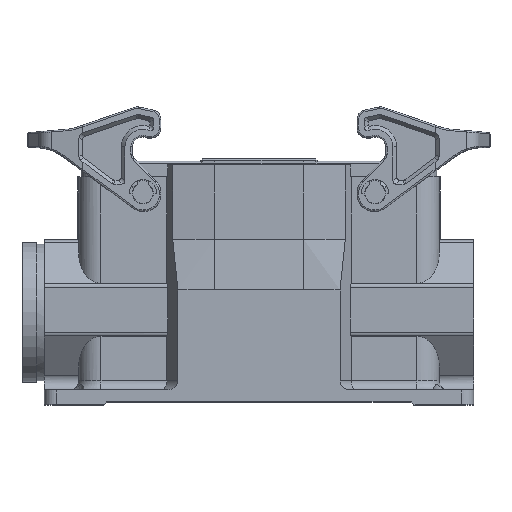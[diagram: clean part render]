
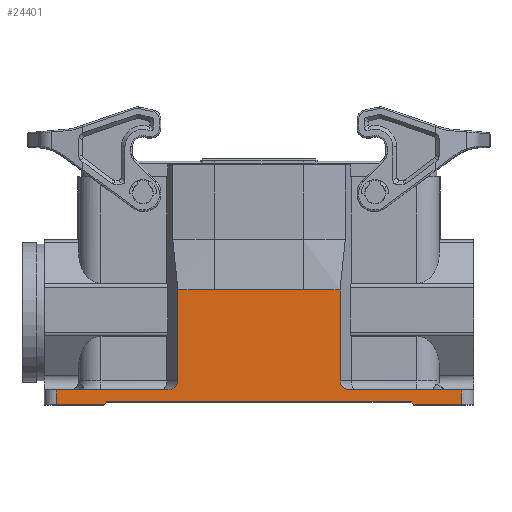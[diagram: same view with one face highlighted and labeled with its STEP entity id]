
A CAD part, top view. The second image highlights one B-rep face of the part: STEP entity #24401.
In plain terms, the highlighted planar face has unit normal (0, 0, 1).
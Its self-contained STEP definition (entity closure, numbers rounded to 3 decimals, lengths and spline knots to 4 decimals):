
#229=DIRECTION('',(-1.,0.,0.));
#230=VECTOR('',#229,0.6299);
#231=CARTESIAN_POINT('',(2.687,-2.7598,1.122));
#232=LINE('',#231,#230);
#673=DIRECTION('',(-1.,0.,0.));
#674=VECTOR('',#673,0.6299);
#675=CARTESIAN_POINT('',(-2.0374,-2.7598,1.122));
#676=LINE('',#675,#674);
#804=DIRECTION('',(1.,0.,0.));
#805=VECTOR('',#804,4.0157);
#806=CARTESIAN_POINT('',(-1.998,-2.7205,1.122));
#807=LINE('',#806,#805);
#808=DIRECTION('',(0.707,0.707,0.));
#809=VECTOR('',#808,0.0557);
#810=CARTESIAN_POINT('',(-2.0374,-2.7598,1.122));
#811=LINE('',#810,#809);
#812=DIRECTION('',(-1.,0.,0.));
#813=VECTOR('',#812,1.47);
#814=CARTESIAN_POINT('',(-1.1973,-2.563,1.122));
#815=LINE('',#814,#813);
#816=DIRECTION('',(0.,-1.,0.));
#817=VECTOR('',#816,1.2008);
#818=CARTESIAN_POINT('',(-1.0609,-1.2441,1.122));
#819=LINE('',#818,#817);
#820=DIRECTION('',(-1.,0.,0.));
#821=VECTOR('',#820,1.47);
#822=CARTESIAN_POINT('',(2.687,-2.563,1.122));
#823=LINE('',#822,#821);
#824=DIRECTION('',(0.707,-0.707,0.));
#825=VECTOR('',#824,0.0557);
#826=CARTESIAN_POINT('',(2.0177,-2.7205,1.122));
#827=LINE('',#826,#825);
#828=DIRECTION('',(0.,1.,0.));
#829=VECTOR('',#828,0.1969);
#830=CARTESIAN_POINT('',(-2.6673,-2.7598,1.122));
#831=LINE('',#830,#829);
#12287=DIRECTION('',(0.,-1.,0.));
#12288=VECTOR('',#12287,1.2008);
#12289=CARTESIAN_POINT('',(1.0806,-1.2441,
1.122));
#12290=LINE('',#12289,#12288);
#12315=DIRECTION('',(1.,0.,0.));
#12316=VECTOR('',#12315,0.4802);
#12317=CARTESIAN_POINT('',(0.6004,-1.2441,
1.122));
#12318=LINE('',#12317,#12316);
#12319=DIRECTION('',(1.,0.,0.));
#12320=VECTOR('',#12319,1.1811);
#12321=CARTESIAN_POINT('',(-0.5807,-1.2441,
1.122));
#12322=LINE('',#12321,#12320);
#12335=DIRECTION('',(1.,0.,0.));
#12336=VECTOR('',#12335,0.4802);
#12337=CARTESIAN_POINT('',(-1.0609,-1.2441,
1.122));
#12338=LINE('',#12337,#12336);
#13402=CARTESIAN_POINT('',(-1.1973,-2.563,
1.122));
#13403=CARTESIAN_POINT('',(-1.1867,-2.563,
1.122));
#13404=CARTESIAN_POINT('',(-1.1675,-2.5609,
1.122));
#13405=CARTESIAN_POINT('',(-1.1428,-2.5539,
1.122));
#13406=CARTESIAN_POINT('',(-1.1212,-2.5436,
1.122));
#13407=CARTESIAN_POINT('',(-1.1024,-2.5306,
1.122));
#13408=CARTESIAN_POINT('',(-1.0864,-2.5148,
1.122));
#13409=CARTESIAN_POINT('',(-1.0734,-2.496,
1.122));
#13410=CARTESIAN_POINT('',(-1.0655,-2.4774,
1.122));
#13411=CARTESIAN_POINT('',(-1.0617,-2.46,
1.122));
#13412=CARTESIAN_POINT('',(-1.0609,-2.4502,
1.122));
#13413=CARTESIAN_POINT('',(-1.0609,-2.4449,
1.122));
#15069=DIRECTION('',(0.,-1.,0.));
#15070=VECTOR('',#15069,0.1969);
#15071=CARTESIAN_POINT('',(2.687,-2.563,
1.122));
#15072=LINE('',#15071,#15070);
#15111=CARTESIAN_POINT('',(1.0806,-2.4449,
1.122));
#15112=CARTESIAN_POINT('',(1.0806,-2.4502,
1.122));
#15113=CARTESIAN_POINT('',(1.0814,-2.46,
1.122));
#15114=CARTESIAN_POINT('',(1.0852,-2.4774,
1.122));
#15115=CARTESIAN_POINT('',(1.0931,-2.496,
1.122));
#15116=CARTESIAN_POINT('',(1.1061,-2.5148,
1.122));
#15117=CARTESIAN_POINT('',(1.1221,-2.5306,
1.122));
#15118=CARTESIAN_POINT('',(1.1409,-2.5436,
1.122));
#15119=CARTESIAN_POINT('',(1.1625,-2.5539,
1.122));
#15120=CARTESIAN_POINT('',(1.1872,-2.5609,
1.122));
#15121=CARTESIAN_POINT('',(1.2064,-2.563,
1.122));
#15122=CARTESIAN_POINT('',(1.217,-2.563,
1.122));
#21361=CARTESIAN_POINT('',(2.687,-2.7598,
1.122));
#21362=VERTEX_POINT('',#21361);
#21363=CARTESIAN_POINT('',(2.0571,-2.7598,
1.122));
#21364=VERTEX_POINT('',#21363);
#21370=CARTESIAN_POINT('',(2.0177,-2.7205,
1.122));
#21371=VERTEX_POINT('',#21370);
#21382=CARTESIAN_POINT('',(-2.0374,-2.7598,
1.122));
#21384=VERTEX_POINT('',#21382);
#21386=CARTESIAN_POINT('',(-2.6673,-2.7598,
1.122));
#21387=VERTEX_POINT('',#21386);
#21418=CARTESIAN_POINT('',(-1.998,-2.7205,
1.122));
#21419=VERTEX_POINT('',#21418);
#21670=CARTESIAN_POINT('',(-0.5807,-1.2441,
1.122));
#21671=CARTESIAN_POINT('',(0.6004,-1.2441,
1.122));
#21672=VERTEX_POINT('',#21670);
#21673=VERTEX_POINT('',#21671);
#21678=CARTESIAN_POINT('',(1.0806,-1.2441,
1.122));
#21679=CARTESIAN_POINT('',(1.0806,-2.4449,
1.122));
#21680=VERTEX_POINT('',#21678);
#21681=VERTEX_POINT('',#21679);
#21704=CARTESIAN_POINT('',(-1.0609,-2.4449,
1.122));
#21705=VERTEX_POINT('',#21704);
#21706=CARTESIAN_POINT('',(-1.0609,-1.2441,
1.122));
#21707=VERTEX_POINT('',#21706);
#21722=CARTESIAN_POINT('',(-1.1973,-2.563,
1.122));
#21723=CARTESIAN_POINT('',(-2.6673,-2.563,
1.122));
#21724=VERTEX_POINT('',#21722);
#21725=VERTEX_POINT('',#21723);
#21734=CARTESIAN_POINT('',(2.687,-2.563,
1.122));
#21736=VERTEX_POINT('',#21734);
#21744=CARTESIAN_POINT('',(1.217,-2.563,
1.122));
#21745=VERTEX_POINT('',#21744);
#24367=CARTESIAN_POINT('',(-2.8248,-2.563,
1.122));
#24368=DIRECTION('',(0.,0.,-1.));
#24369=DIRECTION('',(-1.,0.,0.));
#24370=AXIS2_PLACEMENT_3D('',#24367,#24368,#24369);
#24371=PLANE('',#24370);
#24372=ORIENTED_EDGE('',*,*,#23951,.F.);
#24373=ORIENTED_EDGE('',*,*,#24356,.F.);
#24374=ORIENTED_EDGE('',*,*,#24213,.T.);
#24376=ORIENTED_EDGE('',*,*,#24375,.T.);
#24378=ORIENTED_EDGE('',*,*,#24377,.F.);
#24380=ORIENTED_EDGE('',*,*,#24379,.T.);
#24382=ORIENTED_EDGE('',*,*,#24381,.F.);
#24384=ORIENTED_EDGE('',*,*,#24383,.T.);
#24386=ORIENTED_EDGE('',*,*,#24385,.T.);
#24388=ORIENTED_EDGE('',*,*,#24387,.T.);
#24390=ORIENTED_EDGE('',*,*,#24389,.T.);
#24392=ORIENTED_EDGE('',*,*,#24391,.T.);
#24394=ORIENTED_EDGE('',*,*,#24393,.F.);
#24396=ORIENTED_EDGE('',*,*,#24395,.T.);
#24397=ORIENTED_EDGE('',*,*,#23716,.T.);
#24398=ORIENTED_EDGE('',*,*,#23860,.F.);
#24399=EDGE_LOOP('',(#24372,#24373,#24374,#24376,#24378,#24380,#24382,#24384,
#24386,#24388,#24390,#24392,#24394,#24396,#24397,#24398));
#24400=FACE_OUTER_BOUND('',#24399,.F.);
#24401=ADVANCED_FACE('',(#24400),#24371,.F.);
#13414=B_SPLINE_CURVE_WITH_KNOTS('',3,(#13402,#13403,#13404,#13405,#13406,
#13407,#13408,#13409,#13410,#13411,#13412,#13413),.UNSPECIFIED.,.F.,.F.,(4,1,1,
1,1,1,1,1,1,4),(0.,0.125,0.25,0.375,0.5,0.625,0.75,0.875,
0.9375,1.),.UNSPECIFIED.);
#15123=B_SPLINE_CURVE_WITH_KNOTS('',3,(#15111,#15112,#15113,#15114,#15115,
#15116,#15117,#15118,#15119,#15120,#15121,#15122),.UNSPECIFIED.,.F.,.F.,(4,1,1,
1,1,1,1,1,1,4),(0.,0.0625,0.125,0.25,0.375,0.5,0.625,0.75,
0.875,1.),.UNSPECIFIED.);
#23716=EDGE_CURVE('',#21362,#21364,#232,.T.);
#23860=EDGE_CURVE('',#21371,#21364,#827,.T.);
#23951=EDGE_CURVE('',#21419,#21371,#807,.T.);
#24213=EDGE_CURVE('',#21384,#21387,#676,.T.);
#24356=EDGE_CURVE('',#21384,#21419,#811,.T.);
#24375=EDGE_CURVE('',#21387,#21725,#831,.T.);
#24377=EDGE_CURVE('',#21724,#21725,#815,.T.);
#24379=EDGE_CURVE('',#21724,#21705,#13414,.T.);
#24381=EDGE_CURVE('',#21707,#21705,#819,.T.);
#24383=EDGE_CURVE('',#21707,#21672,#12338,.T.);
#24385=EDGE_CURVE('',#21672,#21673,#12322,.T.);
#24387=EDGE_CURVE('',#21673,#21680,#12318,.T.);
#24389=EDGE_CURVE('',#21680,#21681,#12290,.T.);
#24391=EDGE_CURVE('',#21681,#21745,#15123,.T.);
#24393=EDGE_CURVE('',#21736,#21745,#823,.T.);
#24395=EDGE_CURVE('',#21736,#21362,#15072,.T.);
